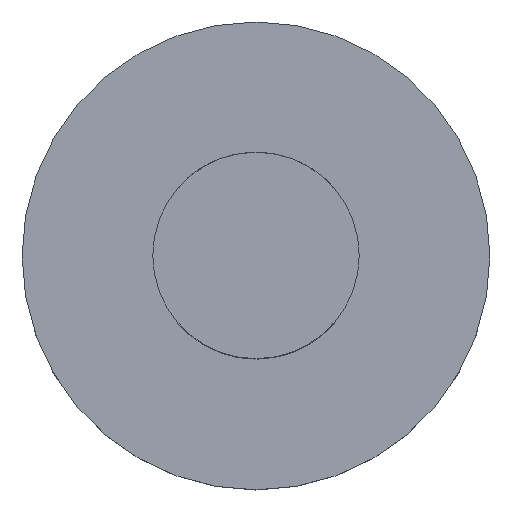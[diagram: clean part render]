
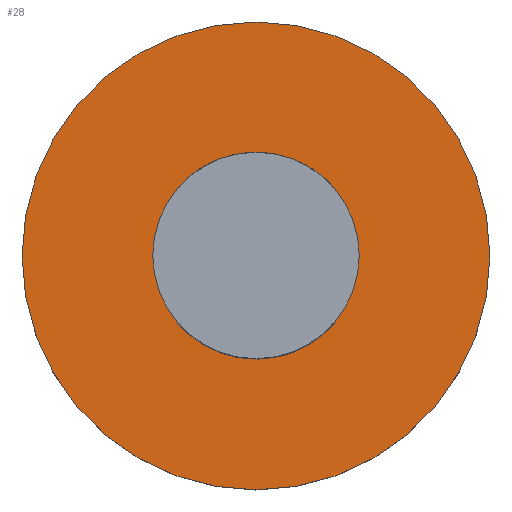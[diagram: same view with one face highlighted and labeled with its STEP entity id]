
A CAD part, top view. The second image highlights one B-rep face of the part: STEP entity #28.
In plain terms, the highlighted planar face has unit normal (0, 0, 1).
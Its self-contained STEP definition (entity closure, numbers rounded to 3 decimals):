
#28=ADVANCED_FACE('',(#38),#145,.T.);
#38=FACE_OUTER_BOUND('',#48,.T.);
#48=EDGE_LOOP('',(#64,#65));
#64=ORIENTED_EDGE('',*,*,#96,.T.);
#65=ORIENTED_EDGE('',*,*,#99,.T.);
#96=EDGE_CURVE('',#133,#135,#117,.T.);
#99=EDGE_CURVE('',#135,#133,#119,.T.);
#117=TRIMMED_CURVE($,#125,(#238),(#239),.T.,.CARTESIAN.);
#119=TRIMMED_CURVE($,#127,(#246),(#247),.T.,.CARTESIAN.);
#125=CIRCLE('',#179,3.4);
#127=CIRCLE('',#181,3.4);
#133=VERTEX_POINT('',#229);
#135=VERTEX_POINT('',#231);
#145=PLANE('',#176);
#176=AXIS2_PLACEMENT_3D('',#226,#197,$);
#179=AXIS2_PLACEMENT_3D($,#237,#201,#202);
#181=AXIS2_PLACEMENT_3D($,#245,#205,#206);
#197=DIRECTION('',(0.,0.,1.));
#201=DIRECTION('',(0.,0.,1.));
#202=DIRECTION('',(1.,0.,0.));
#205=DIRECTION('',(0.,0.,1.));
#206=DIRECTION('',(-1.,0.,0.));
#226=CARTESIAN_POINT('',(-19.722,-96.769,1.014));
#229=CARTESIAN_POINT('',(-12.072,-92.519,1.014));
#231=CARTESIAN_POINT('',(-18.872,-92.519,1.014));
#237=CARTESIAN_POINT('',(-15.472,-92.519,1.014));
#238=CARTESIAN_POINT('',(-12.072,-92.519,1.014));
#239=CARTESIAN_POINT('',(-18.872,-92.519,1.014));
#245=CARTESIAN_POINT('',(-15.472,-92.519,1.014));
#246=CARTESIAN_POINT('',(-18.872,-92.519,1.014));
#247=CARTESIAN_POINT('',(-12.072,-92.519,1.014));
